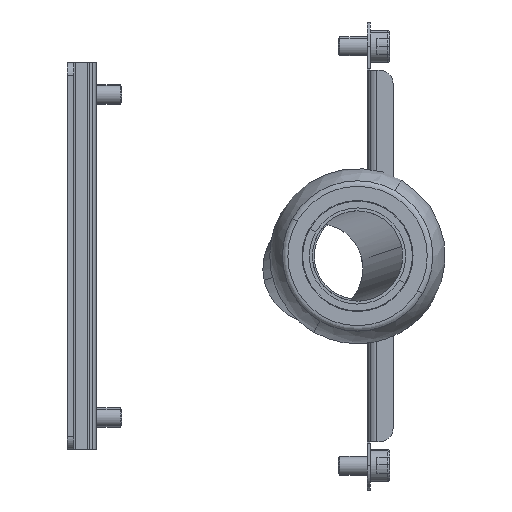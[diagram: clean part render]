
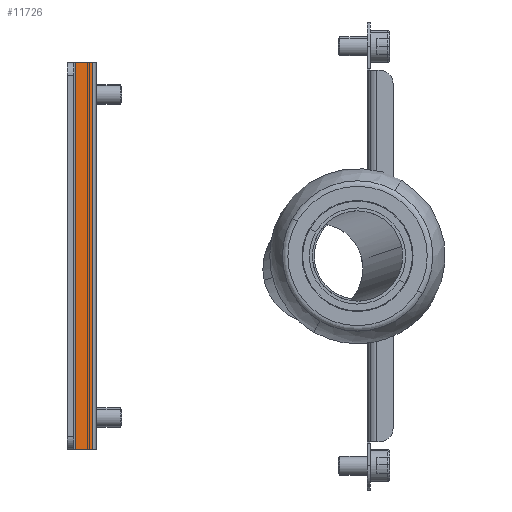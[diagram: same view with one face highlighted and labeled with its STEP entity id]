
A CAD part, left-side view. The second image highlights one B-rep face of the part: STEP entity #11726.
In plain terms, the highlighted planar face has unit normal (-0.707, -0.707, 0).
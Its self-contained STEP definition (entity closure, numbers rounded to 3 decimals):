
#314 = LINE ( 'NONE', #12023, #10331 ) ;
#531 = EDGE_CURVE ( 'NONE', #5973, #11113, #6844, .T. ) ;
#1685 = DIRECTION ( 'NONE',  ( 0., 0., -1. ) ) ;
#2178 = ORIENTED_EDGE ( 'NONE', *, *, #10044, .F. ) ;
#2645 = CARTESIAN_POINT ( 'NONE',  ( 301.028, 1552.414, -60. ) ) ;
#3223 = CARTESIAN_POINT ( 'NONE',  ( 301.028, 1552.414, 60. ) ) ;
#3367 = ORIENTED_EDGE ( 'NONE', *, *, #531, .T. ) ;
#3585 = ORIENTED_EDGE ( 'NONE', *, *, #3600, .F. ) ;
#3600 = EDGE_CURVE ( 'NONE', #3772, #11113, #6257, .T. ) ;
#3772 = VERTEX_POINT ( 'NONE', #5031 ) ;
#3926 = EDGE_CURVE ( 'NONE', #5973, #8079, #314, .T. ) ;
#4135 = VECTOR ( 'NONE', #11188, 1000. ) ;
#4486 = VECTOR ( 'NONE', #1685, 1000. ) ;
#4936 = ORIENTED_EDGE ( 'NONE', *, *, #3926, .F. ) ;
#5031 = CARTESIAN_POINT ( 'NONE',  ( 306.271, 1547.172, -60. ) ) ;
#5488 = CARTESIAN_POINT ( 'NONE',  ( 301.028, 1552.414, 0. ) ) ;
#5734 = CARTESIAN_POINT ( 'NONE',  ( 312.352, 1541.091, 0. ) ) ;
#5973 = VERTEX_POINT ( 'NONE', #3223 ) ;
#6257 = LINE ( 'NONE', #6499, #4135 ) ;
#6499 = CARTESIAN_POINT ( 'NONE',  ( 254.016, 1599.427, -60. ) ) ;
#6767 = PLANE ( 'NONE',  #10134 ) ;
#6844 = LINE ( 'NONE', #5488, #11062 ) ;
#7179 = FACE_OUTER_BOUND ( 'NONE', #11083, .T. ) ;
#7653 = DIRECTION ( 'NONE',  ( 0.707, 0.707, 0. ) ) ;
#8079 = VERTEX_POINT ( 'NONE', #9447 ) ;
#8663 = DIRECTION ( 'NONE',  ( 0., 0., 1. ) ) ;
#9154 = DIRECTION ( 'NONE',  ( 0.707, -0.707, 0. ) ) ;
#9447 = CARTESIAN_POINT ( 'NONE',  ( 306.271, 1547.172, 60. ) ) ;
#9643 = LINE ( 'NONE', #12351, #4486 ) ;
#10044 = EDGE_CURVE ( 'NONE', #8079, #3772, #9643, .T. ) ;
#10134 = AXIS2_PLACEMENT_3D ( 'NONE', #5734, #7653, #8663 ) ;
#10331 = VECTOR ( 'NONE', #9154, 1000. ) ;
#11062 = VECTOR ( 'NONE', #11163, 1000. ) ;
#11083 = EDGE_LOOP ( 'NONE', ( #4936, #3367, #3585, #2178 ) ) ;
#11113 = VERTEX_POINT ( 'NONE', #2645 ) ;
#11163 = DIRECTION ( 'NONE',  ( 0., 0., -1. ) ) ;
#11188 = DIRECTION ( 'NONE',  ( -0.707, 0.707, 0. ) ) ;
#11726 = ADVANCED_FACE ( 'NONE', ( #7179 ), #6767, .F. ) ;
#12023 = CARTESIAN_POINT ( 'NONE',  ( 254.016, 1599.427, 60. ) ) ;
#12351 = CARTESIAN_POINT ( 'NONE',  ( 306.271, 1547.172, 0. ) ) ;
